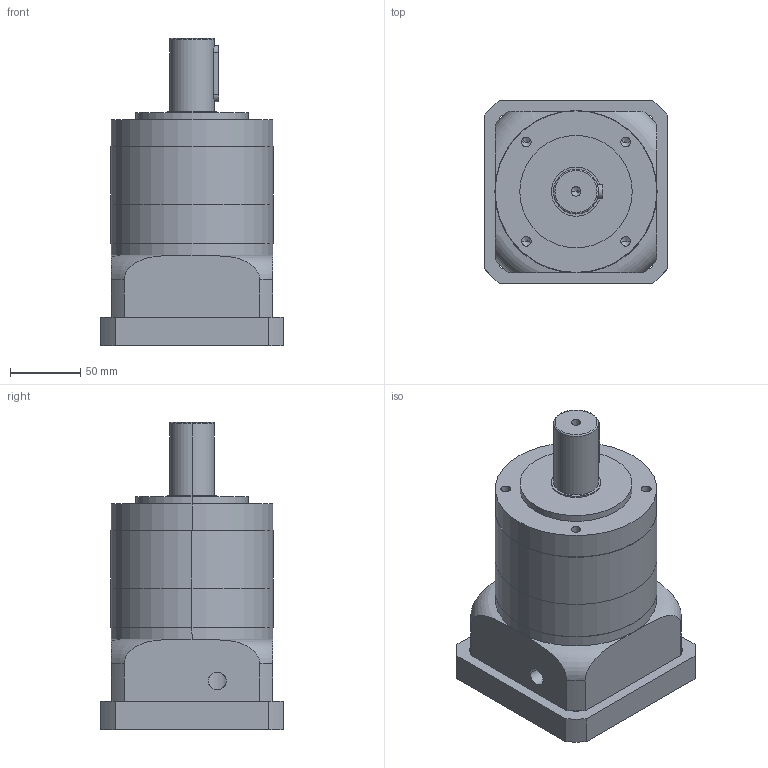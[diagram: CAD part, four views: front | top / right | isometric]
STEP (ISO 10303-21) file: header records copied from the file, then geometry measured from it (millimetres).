
FILE_DESCRIPTION (( 'STEP AP214' ), '1' );
FILE_NAME ('DL120-L2-XX-22-110-145-M8_2019.STEP', '2019-03-14T10:23:43', ( 'Y' ), ( 'NCU' ), 'SwSTEP 2.0', 'SolidWorks 2016', '' );
FILE_SCHEMA (( 'AUTOMOTIVE_DESIGN' ));
Length unit declared in the file: millimetre
Products named in the file (1): DL120-L2-XX-22-110-145-M8_2019
Bounding box: 130 x 130 x 218.5 mm (x, y, z)
Volume: 1782791.9 mm3; surface area: 198576.3 mm2
Topology: 5 solids, 23 shells, 376 faces, 823 edges, 520 vertices
Faces by surface type: plane 177, cylinder 151, cone 42, torus 6
Entity records: 12434 total; most frequent: CARTESIAN_POINT 2378, DIRECTION 1876, ORIENTED_EDGE 1610, EDGE_CURVE 805, AXIS2_PLACEMENT_3D 714, VERTEX_POINT 520, LINE 448, VECTOR 448
